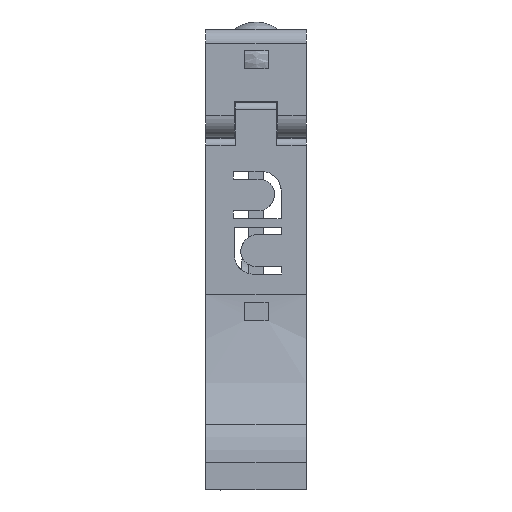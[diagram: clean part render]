
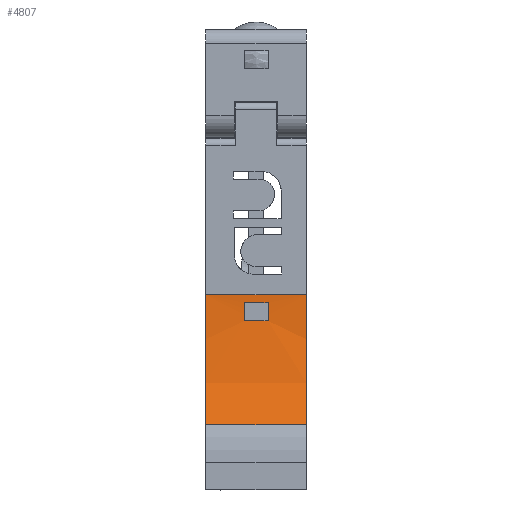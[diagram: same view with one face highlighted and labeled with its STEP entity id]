
A CAD part, left-side view. The second image highlights one B-rep face of the part: STEP entity #4807.
In plain terms, the highlighted cylindrical face has radius 220 mm (diameter 440 mm), a partial arc.
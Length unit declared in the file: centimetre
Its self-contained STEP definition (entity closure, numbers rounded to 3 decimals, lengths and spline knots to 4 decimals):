
#182=FACE_BOUND('',#802,.T.);
#494=FACE_OUTER_BOUND('',#801,.T.);
#801=EDGE_LOOP('',(#3783,#3784,#3785,#3786));
#802=EDGE_LOOP('',(#3787,#3788,#3789,#3790));
#1179=LINE('',#8696,#1574);
#1184=LINE('',#8706,#1579);
#1197=LINE('',#8739,#1592);
#1221=LINE('',#8808,#1616);
#1574=VECTOR('',#5891,1.);
#1579=VECTOR('',#5902,1.);
#1592=VECTOR('',#5933,1.);
#1616=VECTOR('',#5997,1.);
#1869=CIRCLE('',#5131,22.);
#1870=CIRCLE('',#5134,22.);
#1876=CIRCLE('',#5149,22.);
#1879=CIRCLE('',#5155,22.);
#2203=VERTEX_POINT('',#8687);
#2204=VERTEX_POINT('',#8689);
#2206=VERTEX_POINT('',#8695);
#2208=VERTEX_POINT('',#8701);
#2218=VERTEX_POINT('',#8736);
#2219=VERTEX_POINT('',#8738);
#2229=VERTEX_POINT('',#8761);
#2234=VERTEX_POINT('',#8777);
#2749=EDGE_CURVE('',#2204,#2203,#1869,.T.);
#2752=EDGE_CURVE('',#2206,#2204,#1179,.T.);
#2755=EDGE_CURVE('',#2208,#2206,#1870,.T.);
#2758=EDGE_CURVE('',#2203,#2208,#1184,.T.);
#2773=EDGE_CURVE('',#2219,#2218,#1197,.T.);
#2786=EDGE_CURVE('',#2218,#2229,#1876,.T.);
#2793=EDGE_CURVE('',#2234,#2219,#1879,.T.);
#2809=EDGE_CURVE('',#2229,#2234,#1221,.T.);
#3783=ORIENTED_EDGE('',*,*,#2793,.T.);
#3784=ORIENTED_EDGE('',*,*,#2773,.T.);
#3785=ORIENTED_EDGE('',*,*,#2786,.T.);
#3786=ORIENTED_EDGE('',*,*,#2809,.T.);
#3787=ORIENTED_EDGE('',*,*,#2755,.T.);
#3788=ORIENTED_EDGE('',*,*,#2752,.T.);
#3789=ORIENTED_EDGE('',*,*,#2749,.T.);
#3790=ORIENTED_EDGE('',*,*,#2758,.T.);
#4619=CYLINDRICAL_SURFACE('',#5164,22.);
#4807=ADVANCED_FACE('',(#494,#182),#4619,.F.);
#5131=AXIS2_PLACEMENT_3D('',#8690,#5885,#5886);
#5134=AXIS2_PLACEMENT_3D('',#8702,#5896,#5897);
#5149=AXIS2_PLACEMENT_3D('',#8763,#5951,#5952);
#5155=AXIS2_PLACEMENT_3D('',#8778,#5967,#5968);
#5164=AXIS2_PLACEMENT_3D('',#8807,#5995,#5996);
#5885=DIRECTION('center_axis',(0.,1.,0.));
#5886=DIRECTION('ref_axis',(0.978,0.,-0.209));
#5891=DIRECTION('',(0.,-1.,0.));
#5896=DIRECTION('center_axis',(0.,-1.,0.));
#5897=DIRECTION('ref_axis',(0.978,0.,-0.209));
#5902=DIRECTION('',(0.,1.,0.));
#5933=DIRECTION('',(0.,1.,0.));
#5951=DIRECTION('center_axis',(0.,1.,0.));
#5952=DIRECTION('ref_axis',(0.978,0.,-0.209));
#5967=DIRECTION('center_axis',(0.,-1.,0.));
#5968=DIRECTION('ref_axis',(0.978,0.,-0.209));
#5995=DIRECTION('center_axis',(0.,1.,0.));
#5996=DIRECTION('ref_axis',(0.978,0.,-0.209));
#5997=DIRECTION('',(0.,-1.,0.));
#8687=CARTESIAN_POINT('',(-0.0745,2.66,-1.2601));
#8689=CARTESIAN_POINT('',(-0.0069,2.66,0.));
#8690=CARTESIAN_POINT('Origin',(-22.,2.66,0.5491));
#8695=CARTESIAN_POINT('',(-0.0069,4.3011,0.));
#8696=CARTESIAN_POINT('',(-0.0069,0.,0.));
#8701=CARTESIAN_POINT('',(-0.0745,4.3011,-1.2601));
#8702=CARTESIAN_POINT('Origin',(-22.,4.3011,0.5491));
#8706=CARTESIAN_POINT('',(-0.0745,0.,-1.2601));
#8736=CARTESIAN_POINT('',(0.,7.,0.5491));
#8738=CARTESIAN_POINT('',(0.,0.,0.5491));
#8739=CARTESIAN_POINT('',(0.,0.,0.5491));
#8761=CARTESIAN_POINT('',(-1.9298,7.,-8.4613));
#8763=CARTESIAN_POINT('Origin',(-22.,7.,0.5491));
#8777=CARTESIAN_POINT('',(-1.9298,0.,-8.4613));
#8778=CARTESIAN_POINT('Origin',(-22.,0.,0.5491));
#8807=CARTESIAN_POINT('Origin',(-22.,0.,0.5491));
#8808=CARTESIAN_POINT('',(-1.9298,0.,-8.4613));
